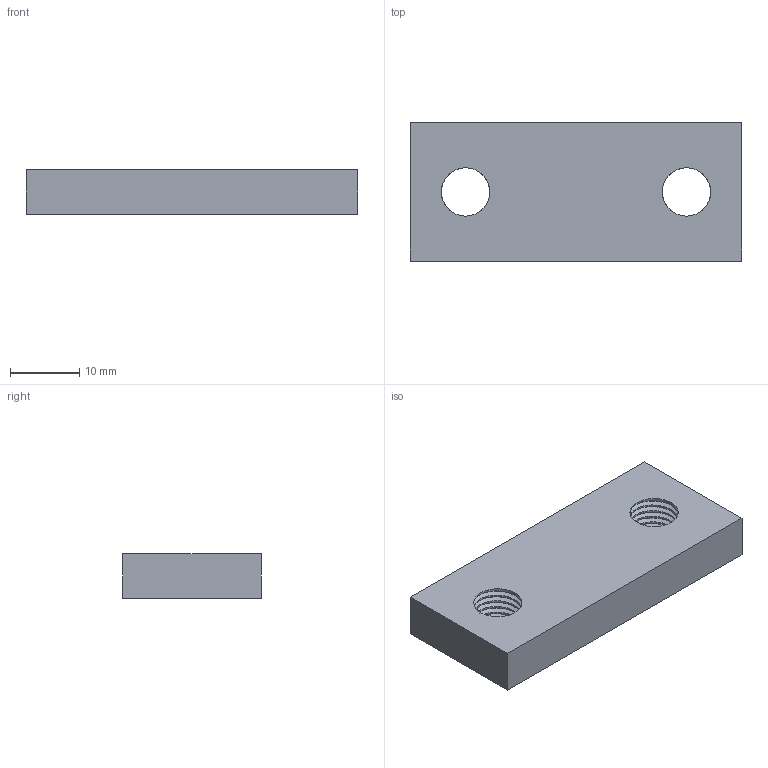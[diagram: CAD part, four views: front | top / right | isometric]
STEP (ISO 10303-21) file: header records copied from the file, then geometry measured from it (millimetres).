
FILE_DESCRIPTION (( 'STEP AP214' ), '1' );
FILE_NAME ('piece pour pommeau interieur.STEP', '2021-04-30T19:34:36', ( '' ), ( '' ), 'SwSTEP 2.0', 'SolidWorks 2020', '' );
FILE_SCHEMA (( 'AUTOMOTIVE_DESIGN' ));
Length unit declared in the file: millimetre
Products named in the file (1): piece pour pommeau interieur
Bounding box: 48 x 20 x 6.5 mm (x, y, z)
Volume: 5672 mm3; surface area: 3125.1 mm2
Topology: 1 solids, 1 shells, 42 faces, 112 edges, 72 vertices
Faces by surface type: cylinder 28, plane 8, bspline 6
Entity records: 3266 total; most frequent: CARTESIAN_POINT 2371, ORIENTED_EDGE 224, DIRECTION 132, EDGE_CURVE 112, VERTEX_POINT 72, VECTOR 46, LINE 46, EDGE_LOOP 46
